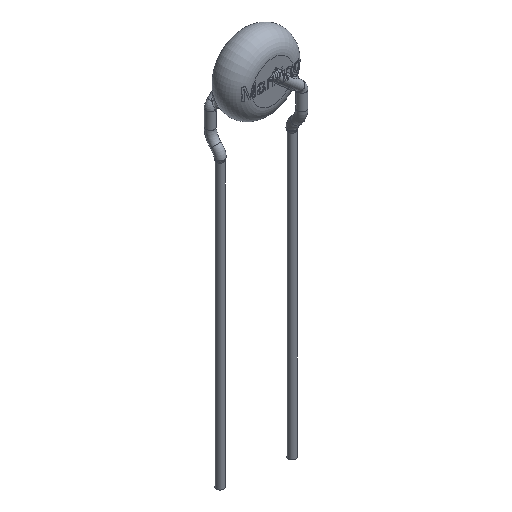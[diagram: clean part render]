
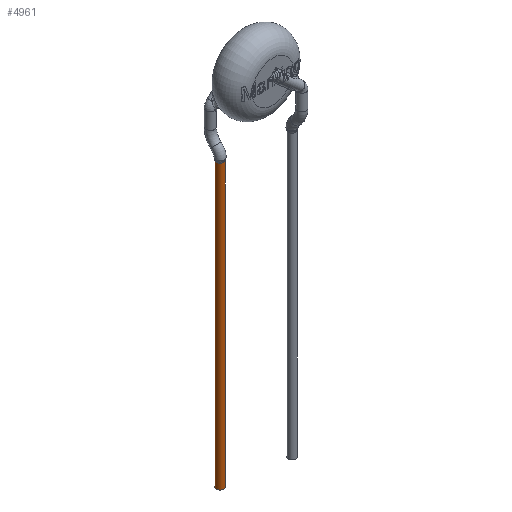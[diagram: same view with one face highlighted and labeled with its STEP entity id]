
A CAD part, isometric view. The second image highlights one B-rep face of the part: STEP entity #4961.
In plain terms, the highlighted cylindrical face has radius 0.3 mm (diameter 0.6 mm), a full revolution.
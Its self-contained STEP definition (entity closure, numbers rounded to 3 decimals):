
#35=CYLINDRICAL_SURFACE('',#5166,0.3);
#90=CIRCLE('',#5167,0.3);
#91=CIRCLE('',#5168,0.3);
#1069=ORIENTED_EDGE('',*,*,#1989,.T.);
#1070=ORIENTED_EDGE('',*,*,#1990,.T.);
#1989=EDGE_CURVE('',#2491,#2491,#90,.F.);
#1990=EDGE_CURVE('',#2492,#2492,#91,.T.);
#2491=VERTEX_POINT('',#9300);
#2492=VERTEX_POINT('',#9302);
#3089=EDGE_LOOP('',(#1069));
#3090=EDGE_LOOP('',(#1070));
#3309=FACE_BOUND('',#3089,.T.);
#3310=FACE_BOUND('',#3090,.T.);
#4961=ADVANCED_FACE('',(#3309,#3310),#35,.T.);
#5166=AXIS2_PLACEMENT_3D('',#9298,#5460,#5461);
#5167=AXIS2_PLACEMENT_3D('',#9299,#5462,#5463);
#5168=AXIS2_PLACEMENT_3D('',#9301,#5464,#5465);
#5460=DIRECTION('',(0.,0.,1.));
#5461=DIRECTION('',(1.,0.,0.));
#5462=DIRECTION('',(0.,0.,1.));
#5463=DIRECTION('',(1.,0.,0.));
#5464=DIRECTION('',(0.,0.,1.));
#5465=DIRECTION('',(0.,1.,0.));
#9298=CARTESIAN_POINT('',(-2.5,0.4,-28.));
#9299=CARTESIAN_POINT('',(-2.5,0.4,-5.132));
#9300=CARTESIAN_POINT('',(-2.2,0.4,-5.132));
#9301=CARTESIAN_POINT('',(-2.5,0.4,-28.));
#9302=CARTESIAN_POINT('',(-2.5,0.7,-28.));
